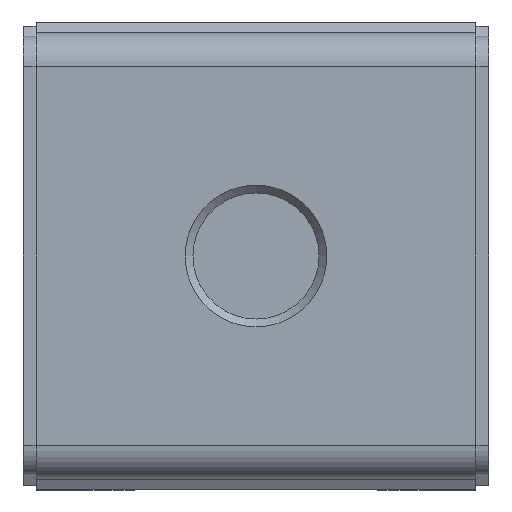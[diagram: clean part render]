
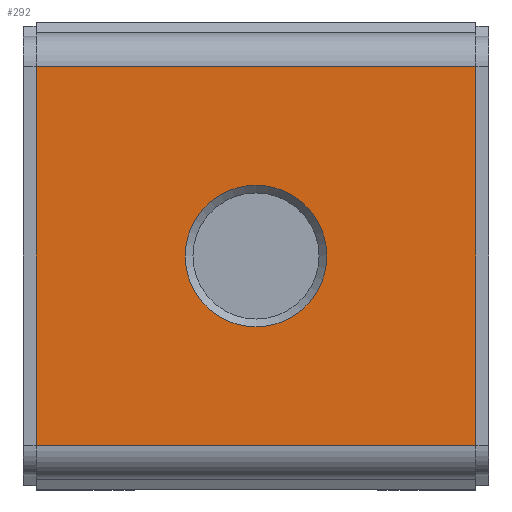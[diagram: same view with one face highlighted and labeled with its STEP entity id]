
A CAD part, front view. The second image highlights one B-rep face of the part: STEP entity #292.
In plain terms, the highlighted planar face has unit normal (0, -1, 0).
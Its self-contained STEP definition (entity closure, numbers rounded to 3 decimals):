
#292 = ADVANCED_FACE( '', ( #716, #717 ), #718, .F. );
#716 = FACE_BOUND( '', #1213, .T. );
#717 = FACE_OUTER_BOUND( '', #1214, .T. );
#718 = PLANE( '', #1215 );
#1213 = EDGE_LOOP( '', ( #2639 ) );
#1214 = EDGE_LOOP( '', ( #2640, #2641, #2642, #2643 ) );
#1215 = AXIS2_PLACEMENT_3D( '', #2644, #2645, #2646 );
#2639 = ORIENTED_EDGE( '', *, *, #3430, .F. );
#2640 = ORIENTED_EDGE( '', *, *, #3673, .T. );
#2641 = ORIENTED_EDGE( '', *, *, #3701, .F. );
#2642 = ORIENTED_EDGE( '', *, *, #3644, .F. );
#2643 = ORIENTED_EDGE( '', *, *, #3702, .T. );
#2644 = CARTESIAN_POINT( '', ( 32.5, 0., 28. ) );
#2645 = DIRECTION( '', ( 0., 1., 0. ) );
#2646 = DIRECTION( '', ( 0., 0., 1. ) );
#3430 = EDGE_CURVE( '', #4181, #4181, #4182, .T. );
#3644 = EDGE_CURVE( '', #4554, #4556, #4557, .T. );
#3673 = EDGE_CURVE( '', #4613, #4611, #4614, .T. );
#3701 = EDGE_CURVE( '', #4556, #4611, #4654, .T. );
#3702 = EDGE_CURVE( '', #4554, #4613, #4655, .T. );
#4181 = VERTEX_POINT( '', #5574 );
#4182 = CIRCLE( '', #5575, 10.478 );
#4554 = VERTEX_POINT( '', #6118 );
#4556 = VERTEX_POINT( '', #6120 );
#4557 = LINE( '', #6121, #6122 );
#4611 = VERTEX_POINT( '', #6198 );
#4613 = VERTEX_POINT( '', #6200 );
#4614 = LINE( '', #6201, #6202 );
#4654 = LINE( '', #6264, #6265 );
#4655 = LINE( '', #6266, #6267 );
#5574 = CARTESIAN_POINT( '', ( 0., 0., -10.478 ) );
#5575 = AXIS2_PLACEMENT_3D( '', #6857, #6858, #6859 );
#6118 = CARTESIAN_POINT( '', ( 32.5, 0., 28. ) );
#6120 = CARTESIAN_POINT( '', ( 32.5, 0., -28. ) );
#6121 = CARTESIAN_POINT( '', ( 32.5, 0., 28. ) );
#6122 = VECTOR( '', #7157, 1000. );
#6198 = CARTESIAN_POINT( '', ( -32.5, 0., -28. ) );
#6200 = CARTESIAN_POINT( '', ( -32.5, 0., 28. ) );
#6201 = CARTESIAN_POINT( '', ( -32.5, 0., 28. ) );
#6202 = VECTOR( '', #7198, 1000. );
#6264 = CARTESIAN_POINT( '', ( 32.5, 0., -28. ) );
#6265 = VECTOR( '', #7236, 1000. );
#6266 = CARTESIAN_POINT( '', ( 32.5, 0., 28. ) );
#6267 = VECTOR( '', #7237, 1000. );
#6857 = CARTESIAN_POINT( '', ( 0., 0., 0. ) );
#6858 = DIRECTION( '', ( 0., -1., 0. ) );
#6859 = DIRECTION( '', ( 0., 0., -1. ) );
#7157 = DIRECTION( '', ( 0., 0., -1. ) );
#7198 = DIRECTION( '', ( 0., 0., -1. ) );
#7236 = DIRECTION( '', ( -1., 0., 0. ) );
#7237 = DIRECTION( '', ( -1., 0., 0. ) );
